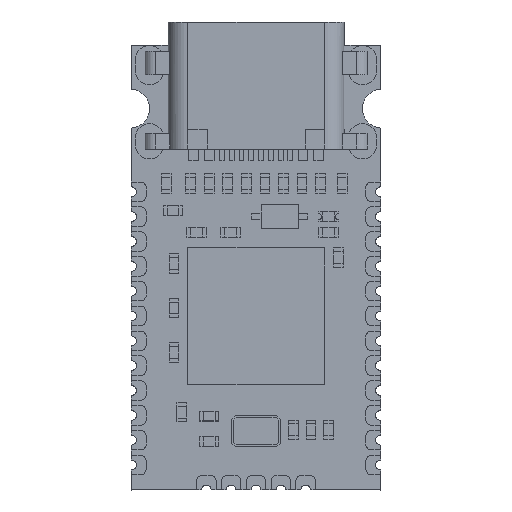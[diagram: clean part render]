
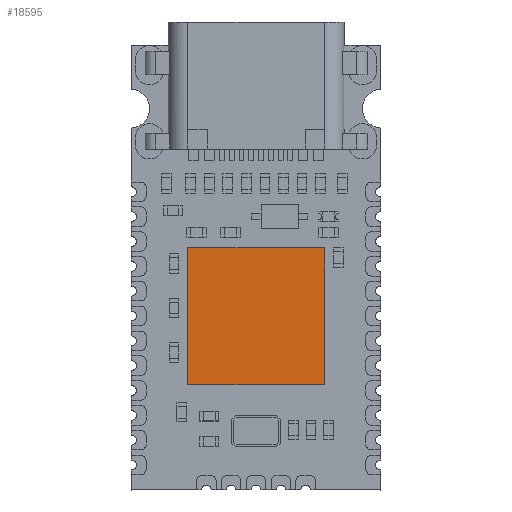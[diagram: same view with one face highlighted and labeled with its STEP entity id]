
A CAD part, top view. The second image highlights one B-rep face of the part: STEP entity #18595.
In plain terms, the highlighted planar face has unit normal (0, 0, 1).
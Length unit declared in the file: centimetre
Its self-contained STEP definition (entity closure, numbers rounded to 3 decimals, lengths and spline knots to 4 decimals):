
#712=FACE_OUTER_BOUND($,#1875,.T.);
#1875=EDGE_LOOP($,(#12209,#12210,#12211,#12212));
#3051=LINE($,#26972,#5379);
#3052=LINE($,#26974,#5380);
#3053=LINE($,#26976,#5381);
#3054=LINE($,#26977,#5382);
#5379=VECTOR($,#21564,0.7);
#5380=VECTOR($,#21565,0.7);
#5381=VECTOR($,#21566,0.7);
#5382=VECTOR($,#21567,0.7);
#7707=VERTEX_POINT($,#26970);
#7708=VERTEX_POINT($,#26971);
#7709=VERTEX_POINT($,#26973);
#7710=VERTEX_POINT($,#26975);
#9507=EDGE_CURVE($,#7707,#7708,#3051,.T.);
#9508=EDGE_CURVE($,#7708,#7709,#3052,.T.);
#9509=EDGE_CURVE($,#7709,#7710,#3053,.T.);
#9510=EDGE_CURVE($,#7710,#7707,#3054,.T.);
#12209=ORIENTED_EDGE($,*,*,#9507,.T.);
#12210=ORIENTED_EDGE($,*,*,#9508,.T.);
#12211=ORIENTED_EDGE($,*,*,#9509,.T.);
#12212=ORIENTED_EDGE($,*,*,#9510,.T.);
#17613=PLANE($,#20021);
#18595=ADVANCED_FACE($,(#712),#17613,.T.);
#20021=AXIS2_PLACEMENT_3D($,#26969,#21562,#21563);
#21562=DIRECTION('center_axis',(0.,0.,1.));
#21563=DIRECTION('ref_axis',(1.,0.,0.));
#21564=DIRECTION($,(0.,1.,0.));
#21565=DIRECTION($,(-1.,0.,0.));
#21566=DIRECTION($,(0.,-1.,0.));
#21567=DIRECTION($,(1.,0.,0.));
#26969=CARTESIAN_POINT('Origin',(0.0007,-0.1299,
0.26));
#26970=CARTESIAN_POINT('',(0.3507,-0.4799,0.26));
#26971=CARTESIAN_POINT('',(0.3507,0.2201,0.26));
#26972=CARTESIAN_POINT($,(0.3507,-0.1299,0.26));
#26973=CARTESIAN_POINT('',(-0.3493,0.2201,0.26));
#26974=CARTESIAN_POINT($,(0.0007,0.2201,0.26));
#26975=CARTESIAN_POINT('',(-0.3493,-0.4799,0.26));
#26976=CARTESIAN_POINT($,(-0.3493,-0.1299,0.26));
#26977=CARTESIAN_POINT($,(0.0007,-0.4799,0.26));
